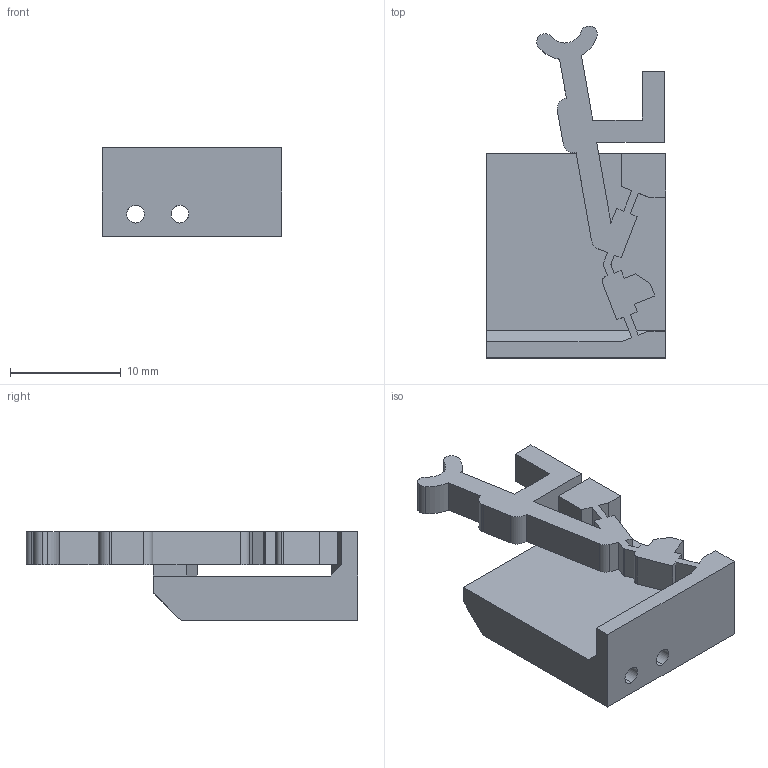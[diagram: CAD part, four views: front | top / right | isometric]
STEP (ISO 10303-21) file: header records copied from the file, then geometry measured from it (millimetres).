
FILE_DESCRIPTION (( 'STEP AP214' ), '1' );
FILE_NAME ('switch-extended-mechanism.STEP', '2025-11-13T22:42:33', ( '' ), ( '' ), 'SwSTEP 2.0', 'SolidWorks 2025', '' );
FILE_SCHEMA (( 'AUTOMOTIVE_DESIGN' ));
Length unit declared in the file: millimetre
Products named in the file (1): switch-extended-mechanism
Bounding box: 16.17 x 29.95 x 8 mm (x, y, z)
Volume: 1519.1 mm3; surface area: 1701.2 mm2
Topology: 1 solids, 1 shells, 71 faces, 219 edges, 146 vertices
Faces by surface type: plane 51, cylinder 20
Entity records: 2468 total; most frequent: CARTESIAN_POINT 449, ORIENTED_EDGE 438, DIRECTION 399, EDGE_CURVE 219, VECTOR 175, LINE 175, VERTEX_POINT 146, AXIS2_PLACEMENT_3D 112
